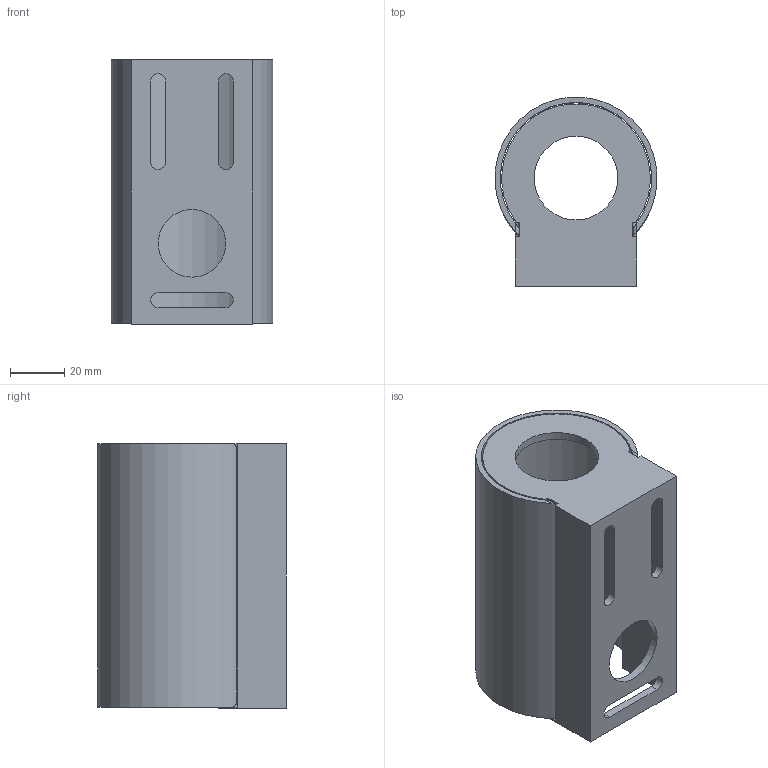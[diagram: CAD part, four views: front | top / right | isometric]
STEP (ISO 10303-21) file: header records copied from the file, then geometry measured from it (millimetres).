
FILE_DESCRIPTION(/* description */ (''),/* implementation_level */ '2;1');
FILE_NAME(/* name */ 'SBT-BW2-M30.stp',/* time_stamp */ '2025-04-17T08:24:25+02:00',/* author */ ('ck'),/* organization */ ('di-soric GmbH & Co. KG'),/* preprocessor_version */ 'ST-DEVELOPER v20',/* originating_system */ 'Autodesk Inventor 2025',/* authorisation */ '');
FILE_SCHEMA (('AUTOMOTIVE_DESIGN { 1 0 10303 214 3 1 1 }'));
Length unit declared in the file: millimetre
Products named in the file (3): Wandhalter Idee kleiner; 590.0552.125; 500.0553.125
Assembly tree (2 placements, depth 2):
  Wandhalter Idee kleiner
    590.0552.125
    500.0553.125
Bounding box: 59.94 x 69.89 x 98 mm (x, y, z)
Volume: 54251.4 mm3; surface area: 49895.2 mm2
Topology: 2 solids, 2 shells, 48 faces, 132 edges, 88 vertices
Faces by surface type: plane 27, cylinder 21
Full cylindrical faces by diameter (mm): 25 x1, 31 x1
Entity records: 1721 total; most frequent: CARTESIAN_POINT 353, ORIENTED_EDGE 264, DIRECTION 264, EDGE_CURVE 132, LINE 90, VECTOR 90, VERTEX_POINT 88, AXIS2_PLACEMENT_3D 87
